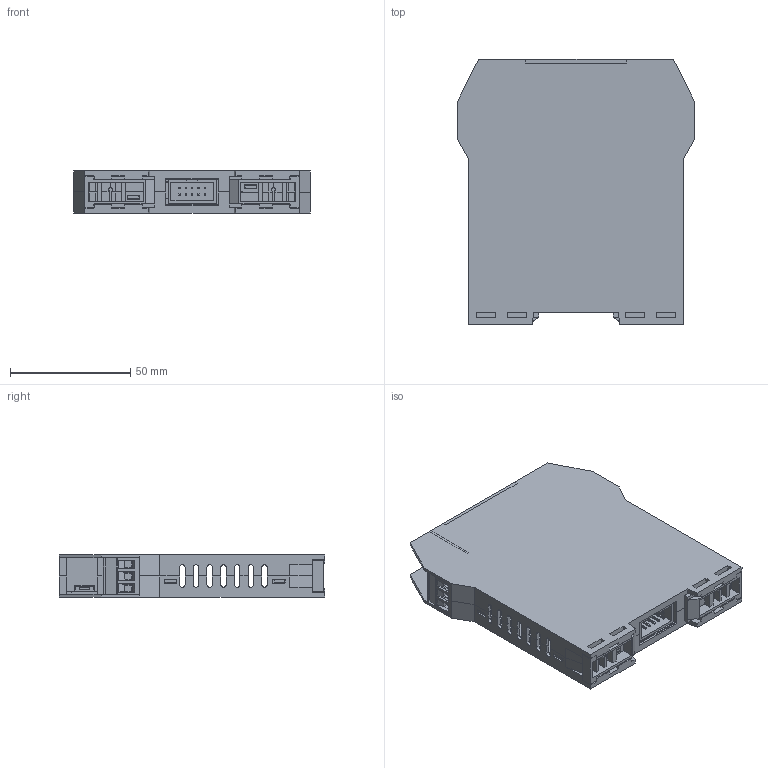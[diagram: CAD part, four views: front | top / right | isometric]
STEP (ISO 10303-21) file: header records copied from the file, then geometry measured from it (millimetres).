
FILE_DESCRIPTION(/* description */ ('','CAx-IF Rec.Pracs.---Representation and Presentation of Product Manufacturing Information (PMI)---3.8---2014-02-18'),/* implementation_level */ '2;1');
FILE_NAME(/* name */ 'Z-TWS11.stp',/* time_stamp */ '2017-03-13T15:48:50+01:00',/* author */ ('teso'),/* organization */ (''),/* preprocessor_version */ 'ST-DEVELOPER v16.5',/* originating_system */ 'Autodesk Inventor 2017',/* authorisation */ '');
FILE_SCHEMA (('AP242_MANAGED_MODEL_BASED_3D_ENGINEERING_MIM_LF { 1 0 10303 442 1 1 4 }'));
Length unit declared in the file: millimetre
Products named in the file (11): Z-TWS11; contenitore; gancio fissaggio; connettore bus; Coperchio-ant.; Fix1_MIR4; MSTB_2.5_3-ST-5.08; MSTB_2.5_3-ST-5.08_MIR2; micro usb; Parte12_MIR; ETH-SOK-F
Assembly tree (12 placements, depth 2):
  Z-TWS11
    contenitore  x2
    gancio fissaggio
    connettore bus
    Coperchio-ant.
    Fix1_MIR4
    MSTB_2.5_3-ST-5.08  x2
    MSTB_2.5_3-ST-5.08_MIR2
    micro usb
    Parte12_MIR
    ETH-SOK-F
Bounding box: 98.5 x 110.15 x 17.5 mm (x, y, z)
Volume: 47425 mm3; surface area: 64527.5 mm2
Topology: 12 solids, 12 shells, 1480 faces, 3986 edges, 2604 vertices
Faces by surface type: plane 1249, cylinder 227, cone 4
Full cylindrical faces by diameter (mm): 0.609 x3, 1.4 x9, 1.5 x4, 1.6 x4, 2.8 x9, 3 x4, 3.783 x9, 4 x9
Entity records: 29653 total; most frequent: CARTESIAN_POINT 5104, ORIENTED_EDGE 4976, DIRECTION 4770, EDGE_CURVE 2488, LINE 2162, VECTOR 2162, VERTEX_POINT 1638, AXIS2_PLACEMENT_3D 1304
